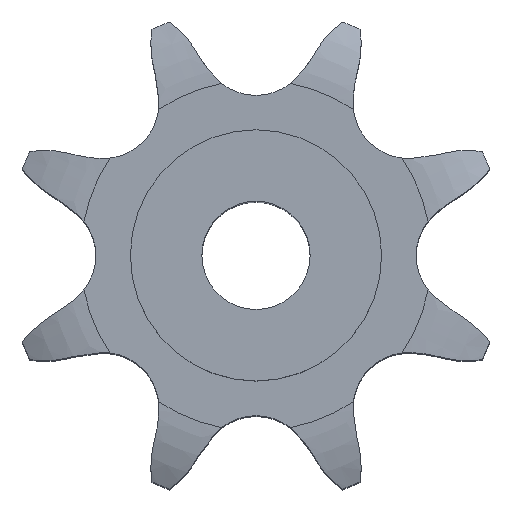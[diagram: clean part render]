
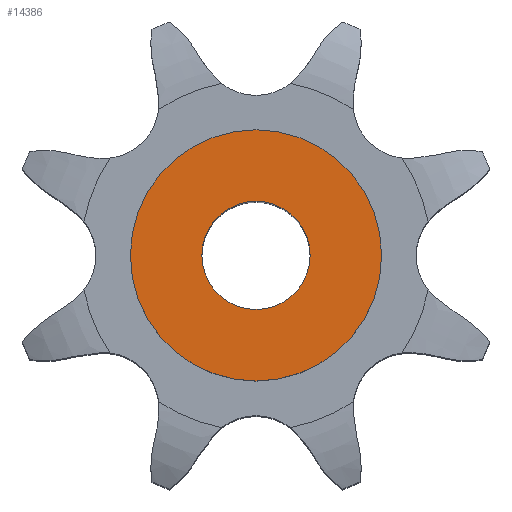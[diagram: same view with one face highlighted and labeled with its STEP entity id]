
A CAD part, top view. The second image highlights one B-rep face of the part: STEP entity #14386.
In plain terms, the highlighted planar face has unit normal (0, 0, 1).
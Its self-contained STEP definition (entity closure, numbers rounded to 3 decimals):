
#7949 = CYLINDRICAL_SURFACE('',#7950,12.5);
#7950 = AXIS2_PLACEMENT_3D('',#7951,#7952,#7953);
#7951 = CARTESIAN_POINT('',(0.,0.,239.077));
#7952 = DIRECTION('',(0.,0.,1.));
#7953 = DIRECTION('',(1.,0.,0.));
#9881 = EDGE_CURVE('',#9882,#9882,#9884,.T.);
#9882 = VERTEX_POINT('',#9883);
#9883 = CARTESIAN_POINT('',(12.5,0.,140.));
#9884 = SURFACE_CURVE('',#9885,(#9890,#9897),.PCURVE_S1.);
#9885 = CIRCLE('',#9886,12.5);
#9886 = AXIS2_PLACEMENT_3D('',#9887,#9888,#9889);
#9887 = CARTESIAN_POINT('',(0.,0.,140.));
#9888 = DIRECTION('',(0.,0.,1.));
#9889 = DIRECTION('',(1.,0.,0.));
#9890 = PCURVE('',#7949,#9891);
#9891 = DEFINITIONAL_REPRESENTATION('',(#9892),#9896);
#9892 = LINE('',#9893,#9894);
#9893 = CARTESIAN_POINT('',(0.,-99.077));
#9894 = VECTOR('',#9895,1.);
#9895 = DIRECTION('',(1.,0.));
#9896 = ( GEOMETRIC_REPRESENTATION_CONTEXT(2) 
PARAMETRIC_REPRESENTATION_CONTEXT() REPRESENTATION_CONTEXT('2D SPACE',''
  ) );
#9897 = PCURVE('',#9898,#9903);
#9898 = PLANE('',#9899);
#9899 = AXIS2_PLACEMENT_3D('',#9900,#9901,#9902);
#9900 = CARTESIAN_POINT('',(0.,0.,140.)
  );
#9901 = DIRECTION('',(0.,0.,1.));
#9902 = DIRECTION('',(1.,0.,0.));
#9903 = DEFINITIONAL_REPRESENTATION('',(#9904),#9908);
#9904 = CIRCLE('',#9905,12.5);
#9905 = AXIS2_PLACEMENT_2D('',#9906,#9907);
#9906 = CARTESIAN_POINT('',(0.,0.));
#9907 = DIRECTION('',(1.,0.));
#9908 = ( GEOMETRIC_REPRESENTATION_CONTEXT(2) 
PARAMETRIC_REPRESENTATION_CONTEXT() REPRESENTATION_CONTEXT('2D SPACE',''
  ) );
#14386 = ADVANCED_FACE('',(#14387,#14418),#9898,.T.);
#14387 = FACE_BOUND('',#14388,.T.);
#14388 = EDGE_LOOP('',(#14389));
#14389 = ORIENTED_EDGE('',*,*,#14390,.T.);
#14390 = EDGE_CURVE('',#14391,#14391,#14393,.T.);
#14391 = VERTEX_POINT('',#14392);
#14392 = CARTESIAN_POINT('',(29.,0.,140.));
#14393 = SURFACE_CURVE('',#14394,(#14399,#14406),.PCURVE_S1.);
#14394 = CIRCLE('',#14395,29.);
#14395 = AXIS2_PLACEMENT_3D('',#14396,#14397,#14398);
#14396 = CARTESIAN_POINT('',(0.,0.,140.));
#14397 = DIRECTION('',(0.,0.,1.));
#14398 = DIRECTION('',(1.,0.,0.));
#14399 = PCURVE('',#9898,#14400);
#14400 = DEFINITIONAL_REPRESENTATION('',(#14401),#14405);
#14401 = CIRCLE('',#14402,29.);
#14402 = AXIS2_PLACEMENT_2D('',#14403,#14404);
#14403 = CARTESIAN_POINT('',(0.,0.));
#14404 = DIRECTION('',(1.,0.));
#14405 = ( GEOMETRIC_REPRESENTATION_CONTEXT(2) 
PARAMETRIC_REPRESENTATION_CONTEXT() REPRESENTATION_CONTEXT('2D SPACE',''
  ) );
#14406 = PCURVE('',#14407,#14412);
#14407 = CYLINDRICAL_SURFACE('',#14408,29.);
#14408 = AXIS2_PLACEMENT_3D('',#14409,#14410,#14411);
#14409 = CARTESIAN_POINT('',(0.,0.,0.));
#14410 = DIRECTION('',(-0.,-0.,-1.));
#14411 = DIRECTION('',(1.,0.,0.));
#14412 = DEFINITIONAL_REPRESENTATION('',(#14413),#14417);
#14413 = LINE('',#14414,#14415);
#14414 = CARTESIAN_POINT('',(-0.,-140.));
#14415 = VECTOR('',#14416,1.);
#14416 = DIRECTION('',(-1.,0.));
#14417 = ( GEOMETRIC_REPRESENTATION_CONTEXT(2) 
PARAMETRIC_REPRESENTATION_CONTEXT() REPRESENTATION_CONTEXT('2D SPACE',''
  ) );
#14418 = FACE_BOUND('',#14419,.T.);
#14419 = EDGE_LOOP('',(#14420));
#14420 = ORIENTED_EDGE('',*,*,#9881,.F.);
